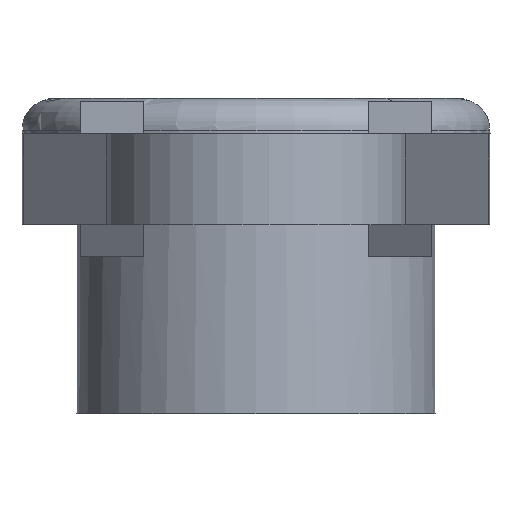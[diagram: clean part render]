
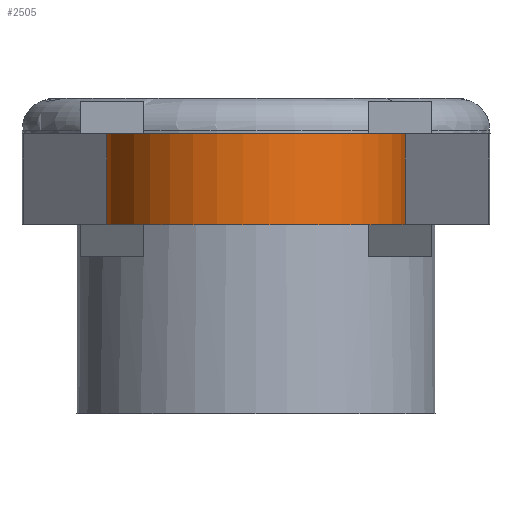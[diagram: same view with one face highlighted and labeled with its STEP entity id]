
A CAD part, left-side view. The second image highlights one B-rep face of the part: STEP entity #2505.
In plain terms, the highlighted cylindrical face has radius 4.25 mm (diameter 8.5 mm), a partial arc.
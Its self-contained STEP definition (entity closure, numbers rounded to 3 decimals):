
#343 = PLANE('',#344);
#344 = AXIS2_PLACEMENT_3D('',#345,#346,#347);
#345 = CARTESIAN_POINT('',(0.782,6.587,-1.285));
#346 = DIRECTION('',(0.,0.,-1.));
#347 = DIRECTION('',(-1.,0.,0.));
#975 = VERTEX_POINT('',#976);
#976 = CARTESIAN_POINT('',(-24.766,-4.23,-1.285));
#990 = PLANE('',#991);
#991 = AXIS2_PLACEMENT_3D('',#992,#993,#994);
#992 = CARTESIAN_POINT('',(-24.766,-4.23,-1.285));
#993 = DIRECTION('',(0.098,0.995,0.));
#994 = DIRECTION('',(0.995,-0.098,0.));
#1002 = EDGE_CURVE('',#1003,#975,#1005,.T.);
#1003 = VERTEX_POINT('',#1004);
#1004 = CARTESIAN_POINT('',(-24.766,4.23,-1.285));
#1005 = SURFACE_CURVE('',#1006,(#1011,#1022),.PCURVE_S1.);
#1006 = CIRCLE('',#1007,4.25);
#1007 = AXIS2_PLACEMENT_3D('',#1008,#1009,#1010);
#1008 = CARTESIAN_POINT('',(-24.35,0.,-1.285));
#1009 = DIRECTION('',(0.,0.,1.));
#1010 = DIRECTION('',(1.,0.,0.));
#1011 = PCURVE('',#343,#1012);
#1012 = DEFINITIONAL_REPRESENTATION('',(#1013),#1021);
#1013 = ( BOUNDED_CURVE() B_SPLINE_CURVE(2,(#1014,#1015,#1016,#1017,
#1018,#1019,#1020),.UNSPECIFIED.,.F.,.F.) B_SPLINE_CURVE_WITH_KNOTS((1,2
    ,2,2,2,1),(-2.094,0.,2.094,4.189,
6.283,8.378),.UNSPECIFIED.) CURVE() 
GEOMETRIC_REPRESENTATION_ITEM() RATIONAL_B_SPLINE_CURVE((1.,0.5,1.,0.5,
1.,0.5,1.)) REPRESENTATION_ITEM('') );
#1014 = CARTESIAN_POINT('',(20.882,-6.587));
#1015 = CARTESIAN_POINT('',(20.882,0.775));
#1016 = CARTESIAN_POINT('',(27.257,-2.906));
#1017 = CARTESIAN_POINT('',(33.632,-6.587));
#1018 = CARTESIAN_POINT('',(27.257,-10.267));
#1019 = CARTESIAN_POINT('',(20.882,-13.948));
#1020 = CARTESIAN_POINT('',(20.882,-6.587));
#1021 = ( GEOMETRIC_REPRESENTATION_CONTEXT(2) 
PARAMETRIC_REPRESENTATION_CONTEXT() REPRESENTATION_CONTEXT('2D SPACE',''
  ) );
#1022 = PCURVE('',#1023,#1028);
#1023 = CYLINDRICAL_SURFACE('',#1024,4.25);
#1024 = AXIS2_PLACEMENT_3D('',#1025,#1026,#1027);
#1025 = CARTESIAN_POINT('',(-24.35,0.,-1.285));
#1026 = DIRECTION('',(-0.,-0.,-1.));
#1027 = DIRECTION('',(1.,0.,0.));
#1028 = DEFINITIONAL_REPRESENTATION('',(#1029),#1033);
#1029 = LINE('',#1030,#1031);
#1030 = CARTESIAN_POINT('',(-0.,0.));
#1031 = VECTOR('',#1032,1.);
#1032 = DIRECTION('',(-1.,0.));
#1033 = ( GEOMETRIC_REPRESENTATION_CONTEXT(2) 
PARAMETRIC_REPRESENTATION_CONTEXT() REPRESENTATION_CONTEXT('2D SPACE',''
  ) );
#1049 = PLANE('',#1050);
#1050 = AXIS2_PLACEMENT_3D('',#1051,#1052,#1053);
#1051 = CARTESIAN_POINT('',(-0.782,6.587,-1.285));
#1052 = DIRECTION('',(0.098,-0.995,0.));
#1053 = DIRECTION('',(-0.995,-0.098,0.));
#2288 = PLANE('',#2289);
#2289 = AXIS2_PLACEMENT_3D('',#2290,#2291,#2292);
#2290 = CARTESIAN_POINT('',(0.782,6.587,1.285));
#2291 = DIRECTION('',(0.,0.,-1.));
#2292 = DIRECTION('',(-1.,0.,0.));
#2408 = VERTEX_POINT('',#2409);
#2409 = CARTESIAN_POINT('',(-24.766,4.23,1.285));
#2430 = EDGE_CURVE('',#1003,#2408,#2431,.T.);
#2431 = SURFACE_CURVE('',#2432,(#2436,#2443),.PCURVE_S1.);
#2432 = LINE('',#2433,#2434);
#2433 = CARTESIAN_POINT('',(-24.766,4.23,-1.285));
#2434 = VECTOR('',#2435,1.);
#2435 = DIRECTION('',(0.,0.,1.));
#2436 = PCURVE('',#1049,#2437);
#2437 = DEFINITIONAL_REPRESENTATION('',(#2438),#2442);
#2438 = LINE('',#2439,#2440);
#2439 = CARTESIAN_POINT('',(24.099,-0.));
#2440 = VECTOR('',#2441,1.);
#2441 = DIRECTION('',(0.,-1.));
#2442 = ( GEOMETRIC_REPRESENTATION_CONTEXT(2) 
PARAMETRIC_REPRESENTATION_CONTEXT() REPRESENTATION_CONTEXT('2D SPACE',''
  ) );
#2443 = PCURVE('',#1023,#2444);
#2444 = DEFINITIONAL_REPRESENTATION('',(#2445),#2449);
#2445 = LINE('',#2446,#2447);
#2446 = CARTESIAN_POINT('',(-1.669,0.));
#2447 = VECTOR('',#2448,1.);
#2448 = DIRECTION('',(-0.,-1.));
#2449 = ( GEOMETRIC_REPRESENTATION_CONTEXT(2) 
PARAMETRIC_REPRESENTATION_CONTEXT() REPRESENTATION_CONTEXT('2D SPACE',''
  ) );
#2505 = ADVANCED_FACE('',(#2506),#1023,.T.);
#2506 = FACE_BOUND('',#2507,.F.);
#2507 = EDGE_LOOP('',(#2508,#2509,#2537,#2558));
#2508 = ORIENTED_EDGE('',*,*,#2430,.T.);
#2509 = ORIENTED_EDGE('',*,*,#2510,.T.);
#2510 = EDGE_CURVE('',#2408,#2511,#2513,.T.);
#2511 = VERTEX_POINT('',#2512);
#2512 = CARTESIAN_POINT('',(-24.766,-4.23,1.285));
#2513 = SURFACE_CURVE('',#2514,(#2519,#2526),.PCURVE_S1.);
#2514 = CIRCLE('',#2515,4.25);
#2515 = AXIS2_PLACEMENT_3D('',#2516,#2517,#2518);
#2516 = CARTESIAN_POINT('',(-24.35,0.,1.285));
#2517 = DIRECTION('',(0.,0.,1.));
#2518 = DIRECTION('',(1.,0.,0.));
#2519 = PCURVE('',#1023,#2520);
#2520 = DEFINITIONAL_REPRESENTATION('',(#2521),#2525);
#2521 = LINE('',#2522,#2523);
#2522 = CARTESIAN_POINT('',(-0.,-2.57));
#2523 = VECTOR('',#2524,1.);
#2524 = DIRECTION('',(-1.,0.));
#2525 = ( GEOMETRIC_REPRESENTATION_CONTEXT(2) 
PARAMETRIC_REPRESENTATION_CONTEXT() REPRESENTATION_CONTEXT('2D SPACE',''
  ) );
#2526 = PCURVE('',#2288,#2527);
#2527 = DEFINITIONAL_REPRESENTATION('',(#2528),#2536);
#2528 = ( BOUNDED_CURVE() B_SPLINE_CURVE(2,(#2529,#2530,#2531,#2532,
#2533,#2534,#2535),.UNSPECIFIED.,.F.,.F.) B_SPLINE_CURVE_WITH_KNOTS((1,2
    ,2,2,2,1),(-2.094,0.,2.094,4.189,
6.283,8.378),.UNSPECIFIED.) CURVE() 
GEOMETRIC_REPRESENTATION_ITEM() RATIONAL_B_SPLINE_CURVE((1.,0.5,1.,0.5,
1.,0.5,1.)) REPRESENTATION_ITEM('') );
#2529 = CARTESIAN_POINT('',(20.882,-6.587));
#2530 = CARTESIAN_POINT('',(20.882,0.775));
#2531 = CARTESIAN_POINT('',(27.257,-2.906));
#2532 = CARTESIAN_POINT('',(33.632,-6.587));
#2533 = CARTESIAN_POINT('',(27.257,-10.267));
#2534 = CARTESIAN_POINT('',(20.882,-13.948));
#2535 = CARTESIAN_POINT('',(20.882,-6.587));
#2536 = ( GEOMETRIC_REPRESENTATION_CONTEXT(2) 
PARAMETRIC_REPRESENTATION_CONTEXT() REPRESENTATION_CONTEXT('2D SPACE',''
  ) );
#2537 = ORIENTED_EDGE('',*,*,#2538,.F.);
#2538 = EDGE_CURVE('',#975,#2511,#2539,.T.);
#2539 = SURFACE_CURVE('',#2540,(#2544,#2551),.PCURVE_S1.);
#2540 = LINE('',#2541,#2542);
#2541 = CARTESIAN_POINT('',(-24.766,-4.23,-1.285));
#2542 = VECTOR('',#2543,1.);
#2543 = DIRECTION('',(0.,0.,1.));
#2544 = PCURVE('',#1023,#2545);
#2545 = DEFINITIONAL_REPRESENTATION('',(#2546),#2550);
#2546 = LINE('',#2547,#2548);
#2547 = CARTESIAN_POINT('',(-4.614,0.));
#2548 = VECTOR('',#2549,1.);
#2549 = DIRECTION('',(-0.,-1.));
#2550 = ( GEOMETRIC_REPRESENTATION_CONTEXT(2) 
PARAMETRIC_REPRESENTATION_CONTEXT() REPRESENTATION_CONTEXT('2D SPACE',''
  ) );
#2551 = PCURVE('',#990,#2552);
#2552 = DEFINITIONAL_REPRESENTATION('',(#2553),#2557);
#2553 = LINE('',#2554,#2555);
#2554 = CARTESIAN_POINT('',(0.,0.));
#2555 = VECTOR('',#2556,1.);
#2556 = DIRECTION('',(0.,-1.));
#2557 = ( GEOMETRIC_REPRESENTATION_CONTEXT(2) 
PARAMETRIC_REPRESENTATION_CONTEXT() REPRESENTATION_CONTEXT('2D SPACE',''
  ) );
#2558 = ORIENTED_EDGE('',*,*,#1002,.F.);
